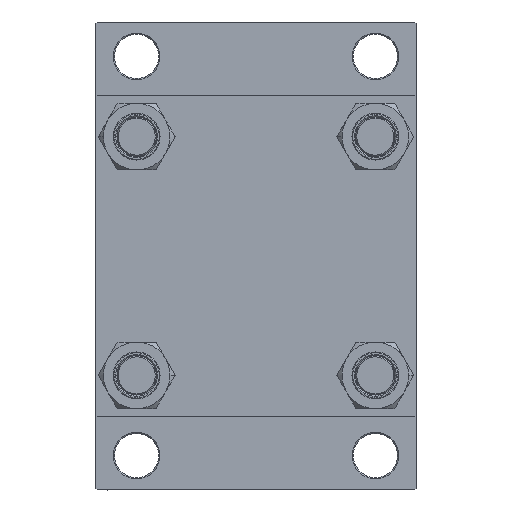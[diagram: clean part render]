
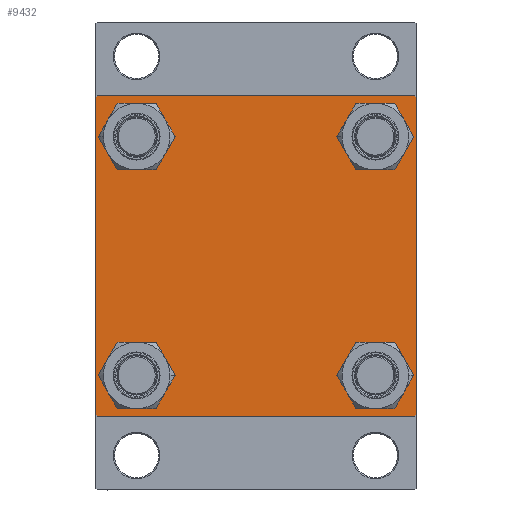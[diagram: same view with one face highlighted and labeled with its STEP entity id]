
A CAD part, left-side view. The second image highlights one B-rep face of the part: STEP entity #9432.
In plain terms, the highlighted planar face has unit normal (-1, 0, 0).
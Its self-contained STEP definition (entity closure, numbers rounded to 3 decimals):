
#219 = VERTEX_POINT ( 'NONE', #33358 ) ;
#291 = ORIENTED_EDGE ( 'NONE', *, *, #47209, .T. ) ;
#322 = ORIENTED_EDGE ( 'NONE', *, *, #14711, .T. ) ;
#653 = VERTEX_POINT ( 'NONE', #27004 ) ;
#947 = EDGE_CURVE ( 'NONE', #219, #15208, #12464, .T. ) ;
#1256 = LINE ( 'NONE', #29526, #43064 ) ;
#2198 = AXIS2_PLACEMENT_3D ( 'NONE', #7213, #26273, #40756 ) ;
#3093 = VECTOR ( 'NONE', #33076, 1000. ) ;
#3450 = LINE ( 'NONE', #18192, #36029 ) ;
#3969 = AXIS2_PLACEMENT_3D ( 'NONE', #45527, #22365, #26941 ) ;
#4236 = VERTEX_POINT ( 'NONE', #30242 ) ;
#5405 = DIRECTION ( 'NONE',  ( 0., 0., 1. ) ) ;
#5587 = DIRECTION ( 'NONE',  ( -1., 0., 0. ) ) ;
#7168 = EDGE_CURVE ( 'NONE', #29570, #653, #17370, .T. ) ;
#7213 = CARTESIAN_POINT ( 'NONE',  ( 0., 48.45, 48.45 ) ) ;
#7669 = DIRECTION ( 'NONE',  ( 0., 0., 1. ) ) ;
#7707 = AXIS2_PLACEMENT_3D ( 'NONE', #25880, #32182, #28562 ) ;
#7975 = DIRECTION ( 'NONE',  ( 0., -1., 0. ) ) ;
#8258 = FACE_BOUND ( 'NONE', #47612, .T. ) ;
#8345 = VERTEX_POINT ( 'NONE', #45183 ) ;
#8878 = CARTESIAN_POINT ( 'NONE',  ( 0., -48.45, 56.95 ) ) ;
#8899 = AXIS2_PLACEMENT_3D ( 'NONE', #45946, #41615, #5405 ) ;
#9432 = ADVANCED_FACE ( 'NONE', ( #44935, #11881, #41314, #8258, #22966 ), #37705, .T. ) ;
#9472 = ORIENTED_EDGE ( 'NONE', *, *, #36860, .T. ) ;
#9780 = CIRCLE ( 'NONE', #35226, 8.5 ) ;
#9782 = LINE ( 'NONE', #14353, #41668 ) ;
#9890 = ORIENTED_EDGE ( 'NONE', *, *, #32289, .T. ) ;
#9956 = LINE ( 'NONE', #20830, #24604 ) ;
#10633 = CARTESIAN_POINT ( 'NONE',  ( 0., -65., 65. ) ) ;
#10798 = ORIENTED_EDGE ( 'NONE', *, *, #45683, .F. ) ;
#10825 = DIRECTION ( 'NONE',  ( 1., 0., 0. ) ) ;
#11247 = ORIENTED_EDGE ( 'NONE', *, *, #7168, .T. ) ;
#11274 = VERTEX_POINT ( 'NONE', #17371 ) ;
#11418 = DIRECTION ( 'NONE',  ( 0., 0., 1. ) ) ;
#11881 = FACE_BOUND ( 'NONE', #25506, .T. ) ;
#12464 = CIRCLE ( 'NONE', #3969, 8.5 ) ;
#12528 = CARTESIAN_POINT ( 'NONE',  ( 0., 48.45, 48.45 ) ) ;
#12872 = VERTEX_POINT ( 'NONE', #30011 ) ;
#13049 = ORIENTED_EDGE ( 'NONE', *, *, #947, .T. ) ;
#14353 = CARTESIAN_POINT ( 'NONE',  ( 0., -64.75, -64.75 ) ) ;
#14440 = EDGE_CURVE ( 'NONE', #12872, #11274, #29450, .T. ) ;
#14679 = CARTESIAN_POINT ( 'NONE',  ( 0., -48.45, 48.45 ) ) ;
#14711 = EDGE_CURVE ( 'NONE', #41869, #8345, #28921, .T. ) ;
#15208 = VERTEX_POINT ( 'NONE', #26784 ) ;
#15470 = CARTESIAN_POINT ( 'NONE',  ( 0., 65., -64.5 ) ) ;
#16129 = EDGE_LOOP ( 'NONE', ( #322, #291 ) ) ;
#16986 = LINE ( 'NONE', #31694, #31576 ) ;
#17370 = CIRCLE ( 'NONE', #8899, 8.5 ) ;
#17371 = CARTESIAN_POINT ( 'NONE',  ( 0., -64.5, -65. ) ) ;
#17763 = DIRECTION ( 'NONE',  ( 1., 0., 0. ) ) ;
#18192 = CARTESIAN_POINT ( 'NONE',  ( 0., 64.75, -64.75 ) ) ;
#18299 = VERTEX_POINT ( 'NONE', #22453 ) ;
#18489 = CIRCLE ( 'NONE', #20032, 8.5 ) ;
#18527 = LINE ( 'NONE', #21901, #23137 ) ;
#18740 = AXIS2_PLACEMENT_3D ( 'NONE', #19363, #5587, #20781 ) ;
#18867 = VECTOR ( 'NONE', #7975, 1000. ) ;
#18913 = DIRECTION ( 'NONE',  ( 0., 0.707, -0.707 ) ) ;
#19363 = CARTESIAN_POINT ( 'NONE',  ( 0., 0., 0. ) ) ;
#20032 = AXIS2_PLACEMENT_3D ( 'NONE', #44467, #26366, #11418 ) ;
#20299 = EDGE_CURVE ( 'NONE', #28647, #43228, #45176, .T. ) ;
#20781 = DIRECTION ( 'NONE',  ( 0., 0., 1. ) ) ;
#20830 = CARTESIAN_POINT ( 'NONE',  ( 0., -64.75, 64.75 ) ) ;
#21120 = DIRECTION ( 'NONE',  ( 0., -0.707, 0.707 ) ) ;
#21901 = CARTESIAN_POINT ( 'NONE',  ( 0., 65., 65. ) ) ;
#22365 = DIRECTION ( 'NONE',  ( 1., 0., 0. ) ) ;
#22453 = CARTESIAN_POINT ( 'NONE',  ( 0., -64.5, 65. ) ) ;
#22966 = FACE_OUTER_BOUND ( 'NONE', #41783, .T. ) ;
#23137 = VECTOR ( 'NONE', #32294, 1000. ) ;
#23142 = DIRECTION ( 'NONE',  ( 1., 0., 0. ) ) ;
#23213 = CARTESIAN_POINT ( 'NONE',  ( 0., -65., -64.5 ) ) ;
#24440 = DIRECTION ( 'NONE',  ( 0., 0.707, 0.707 ) ) ;
#24604 = VECTOR ( 'NONE', #24440, 1000. ) ;
#24987 = DIRECTION ( 'NONE',  ( 0., 0., 1. ) ) ;
#25506 = EDGE_LOOP ( 'NONE', ( #9472, #11247 ) ) ;
#25880 = CARTESIAN_POINT ( 'NONE',  ( 0., 48.45, -48.45 ) ) ;
#26273 = DIRECTION ( 'NONE',  ( 1., 0., 0. ) ) ;
#26366 = DIRECTION ( 'NONE',  ( 1., 0., 0. ) ) ;
#26531 = ORIENTED_EDGE ( 'NONE', *, *, #20299, .T. ) ;
#26575 = EDGE_CURVE ( 'NONE', #33286, #40061, #1256, .T. ) ;
#26607 = AXIS2_PLACEMENT_3D ( 'NONE', #14679, #10825, #7669 ) ;
#26784 = CARTESIAN_POINT ( 'NONE',  ( 0., 48.45, -56.95 ) ) ;
#26941 = DIRECTION ( 'NONE',  ( 0., 0., 1. ) ) ;
#27004 = CARTESIAN_POINT ( 'NONE',  ( 0., -48.45, -39.95 ) ) ;
#27103 = EDGE_CURVE ( 'NONE', #43228, #28647, #43825, .T. ) ;
#27606 = ORIENTED_EDGE ( 'NONE', *, *, #47056, .T. ) ;
#28159 = EDGE_CURVE ( 'NONE', #4236, #18299, #9956, .T. ) ;
#28380 = CARTESIAN_POINT ( 'NONE',  ( 0., -48.45, -48.45 ) ) ;
#28562 = DIRECTION ( 'NONE',  ( 0., 0., 1. ) ) ;
#28647 = VERTEX_POINT ( 'NONE', #40414 ) ;
#28921 = CIRCLE ( 'NONE', #26607, 8.5 ) ;
#29450 = LINE ( 'NONE', #33799, #18867 ) ;
#29526 = CARTESIAN_POINT ( 'NONE',  ( 0., 64.75, 64.75 ) ) ;
#29570 = VERTEX_POINT ( 'NONE', #35230 ) ;
#29905 = DIRECTION ( 'NONE',  ( 0., 0., 1. ) ) ;
#30011 = CARTESIAN_POINT ( 'NONE',  ( 0., 64.5, -65. ) ) ;
#30242 = CARTESIAN_POINT ( 'NONE',  ( 0., -65., 64.5 ) ) ;
#30396 = EDGE_CURVE ( 'NONE', #4236, #33481, #43684, .T. ) ;
#30811 = CARTESIAN_POINT ( 'NONE',  ( 0., 65., 64.5 ) ) ;
#31155 = EDGE_CURVE ( 'NONE', #11274, #33481, #9782, .T. ) ;
#31471 = ORIENTED_EDGE ( 'NONE', *, *, #27103, .T. ) ;
#31576 = VECTOR ( 'NONE', #46414, 1000. ) ;
#31694 = CARTESIAN_POINT ( 'NONE',  ( 0., 65., 65. ) ) ;
#32182 = DIRECTION ( 'NONE',  ( 1., 0., 0. ) ) ;
#32289 = EDGE_CURVE ( 'NONE', #40061, #38404, #16986, .T. ) ;
#32294 = DIRECTION ( 'NONE',  ( 0., -1., 0. ) ) ;
#32911 = DIRECTION ( 'NONE',  ( 0., -0.707, -0.707 ) ) ;
#33076 = DIRECTION ( 'NONE',  ( 0., 0., -1. ) ) ;
#33286 = VERTEX_POINT ( 'NONE', #43261 ) ;
#33358 = CARTESIAN_POINT ( 'NONE',  ( 0., 48.45, -39.95 ) ) ;
#33481 = VERTEX_POINT ( 'NONE', #23213 ) ;
#33799 = CARTESIAN_POINT ( 'NONE',  ( 0., 65., -65. ) ) ;
#33903 = CIRCLE ( 'NONE', #7707, 8.5 ) ;
#35226 = AXIS2_PLACEMENT_3D ( 'NONE', #28380, #17763, #24987 ) ;
#35230 = CARTESIAN_POINT ( 'NONE',  ( 0., -48.45, -56.95 ) ) ;
#35260 = CARTESIAN_POINT ( 'NONE',  ( 0., 48.45, 39.95 ) ) ;
#36029 = VECTOR ( 'NONE', #32911, 1000. ) ;
#36251 = ORIENTED_EDGE ( 'NONE', *, *, #31155, .T. ) ;
#36574 = ORIENTED_EDGE ( 'NONE', *, *, #30396, .F. ) ;
#36860 = EDGE_CURVE ( 'NONE', #653, #29570, #9780, .T. ) ;
#37138 = ORIENTED_EDGE ( 'NONE', *, *, #38848, .T. ) ;
#37705 = PLANE ( 'NONE',  #18740 ) ;
#38364 = EDGE_LOOP ( 'NONE', ( #13049, #27606 ) ) ;
#38404 = VERTEX_POINT ( 'NONE', #15470 ) ;
#38848 = EDGE_CURVE ( 'NONE', #38404, #12872, #3450, .T. ) ;
#40061 = VERTEX_POINT ( 'NONE', #30811 ) ;
#40414 = CARTESIAN_POINT ( 'NONE',  ( 0., 48.45, 56.95 ) ) ;
#40756 = DIRECTION ( 'NONE',  ( 0., 0., 1. ) ) ;
#41314 = FACE_BOUND ( 'NONE', #38364, .T. ) ;
#41615 = DIRECTION ( 'NONE',  ( 1., 0., 0. ) ) ;
#41668 = VECTOR ( 'NONE', #21120, 1000. ) ;
#41783 = EDGE_LOOP ( 'NONE', ( #9890, #37138, #42882, #36251, #36574, #45291, #10798, #42295 ) ) ;
#41869 = VERTEX_POINT ( 'NONE', #8878 ) ;
#42295 = ORIENTED_EDGE ( 'NONE', *, *, #26575, .T. ) ;
#42882 = ORIENTED_EDGE ( 'NONE', *, *, #14440, .T. ) ;
#43064 = VECTOR ( 'NONE', #18913, 1000. ) ;
#43228 = VERTEX_POINT ( 'NONE', #35260 ) ;
#43261 = CARTESIAN_POINT ( 'NONE',  ( 0., 64.5, 65. ) ) ;
#43684 = LINE ( 'NONE', #10633, #3093 ) ;
#43825 = CIRCLE ( 'NONE', #2198, 8.5 ) ;
#44467 = CARTESIAN_POINT ( 'NONE',  ( 0., -48.45, 48.45 ) ) ;
#44935 = FACE_BOUND ( 'NONE', #16129, .T. ) ;
#45176 = CIRCLE ( 'NONE', #46698, 8.5 ) ;
#45183 = CARTESIAN_POINT ( 'NONE',  ( 0., -48.45, 39.95 ) ) ;
#45291 = ORIENTED_EDGE ( 'NONE', *, *, #28159, .T. ) ;
#45527 = CARTESIAN_POINT ( 'NONE',  ( 0., 48.45, -48.45 ) ) ;
#45683 = EDGE_CURVE ( 'NONE', #33286, #18299, #18527, .T. ) ;
#45946 = CARTESIAN_POINT ( 'NONE',  ( 0., -48.45, -48.45 ) ) ;
#46414 = DIRECTION ( 'NONE',  ( 0., 0., -1. ) ) ;
#46698 = AXIS2_PLACEMENT_3D ( 'NONE', #12528, #23142, #29905 ) ;
#47056 = EDGE_CURVE ( 'NONE', #15208, #219, #33903, .T. ) ;
#47209 = EDGE_CURVE ( 'NONE', #8345, #41869, #18489, .T. ) ;
#47612 = EDGE_LOOP ( 'NONE', ( #26531, #31471 ) ) ;
